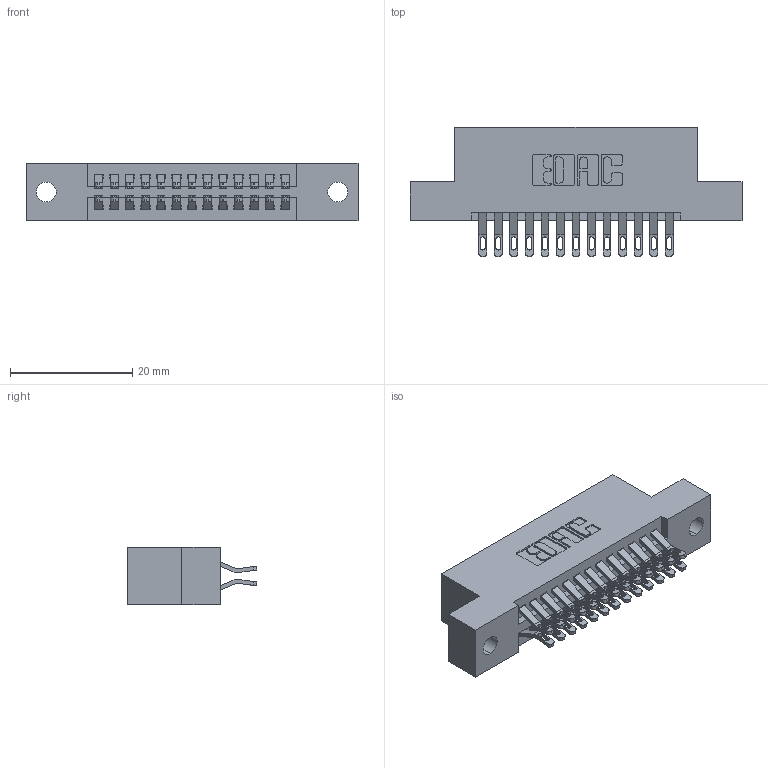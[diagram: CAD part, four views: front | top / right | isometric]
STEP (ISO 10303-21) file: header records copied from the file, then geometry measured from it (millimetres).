
FILE_DESCRIPTION (( 'STEP AP203' ), '1' );
FILE_NAME ('345-026-555-202.STEP', '2018-08-22T02:57:36', ( '' ), ( '' ), 'SwSTEP 2.0', 'SolidWorks 2016', '' );
FILE_SCHEMA (( 'CONFIG_CONTROL_DESIGN' ));
Length unit declared in the file: inch
Products named in the file (3): 345 Part_Flush Mounting Lugs - 0.128 Dia; 345-292-001_555 Tail; 345-026-555-202
Assembly tree (27 placements, depth 2):
  345-026-555-202
    345 Part_Flush Mounting Lugs - 0.128 Dia
    345-292-001_555 Tail  x26
Bounding box: 54.23 x 21.13 x 9.4 mm (x, y, z)
Volume: 5037.4 mm3; surface area: 6874 mm2
Topology: 27 solids, 27 shells, 1582 faces, 4943 edges, 3294 vertices
Faces by surface type: plane 886, cylinder 696
Entity records: 14433 total; most frequent: CARTESIAN_POINT 2482, ORIENTED_EDGE 2386, DIRECTION 2193, EDGE_CURVE 1193, LINE 989, VECTOR 989, VERTEX_POINT 794, AXIS2_PLACEMENT_3D 602
